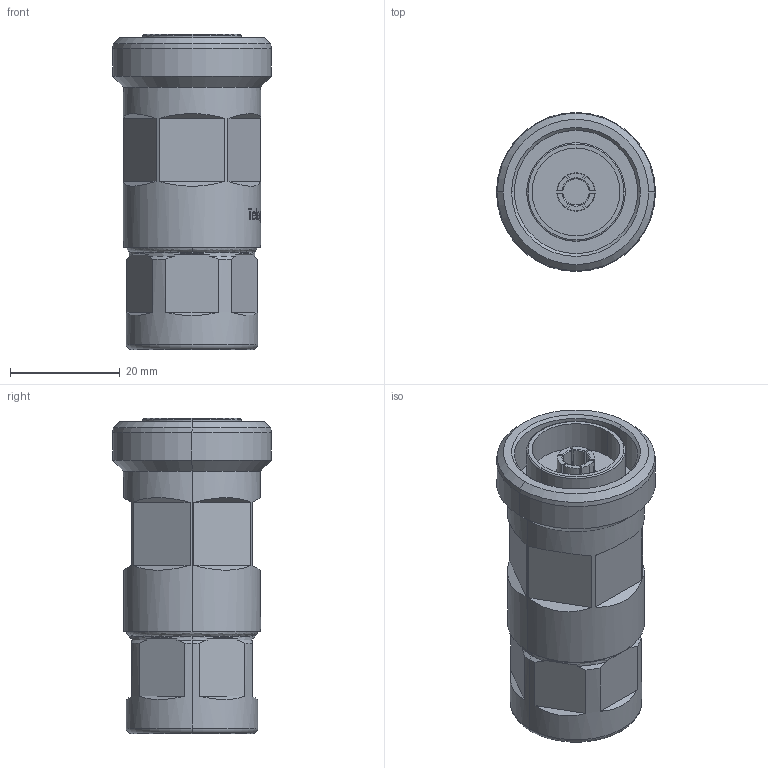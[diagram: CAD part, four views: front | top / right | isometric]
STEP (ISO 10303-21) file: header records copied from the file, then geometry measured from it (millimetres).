
FILE_DESCRIPTION (( 'STEP AP214' ), '1' );
FILE_NAME ('J01121G0136.STEP', '2018-11-20T08:46:03', ( '' ), ( '' ), 'SwSTEP 2.0', 'SolidWorks 2017', '' );
FILE_SCHEMA (( 'AUTOMOTIVE_DESIGN' ));
Length unit declared in the file: millimetre
Products named in the file (1): J01121G0136
Bounding box: 29 x 29 x 57.46 mm (x, y, z)
Volume: 23269.6 mm3; surface area: 9596.6 mm2
Topology: 3 solids, 3 shells, 321 faces, 805 edges, 522 vertices
Faces by surface type: plane 122, bspline 93, cylinder 61, cone 27, torus 18
Entity records: 21075 total; most frequent: CARTESIAN_POINT 10649, ORIENTED_EDGE 1610, DIRECTION 1120, EDGE_CURVE 805, VERTEX_POINT 522, AXIS2_PLACEMENT_3D 428, EDGE_LOOP 357, UNCERTAINTY_MEASURE_WITH_UNIT 324
